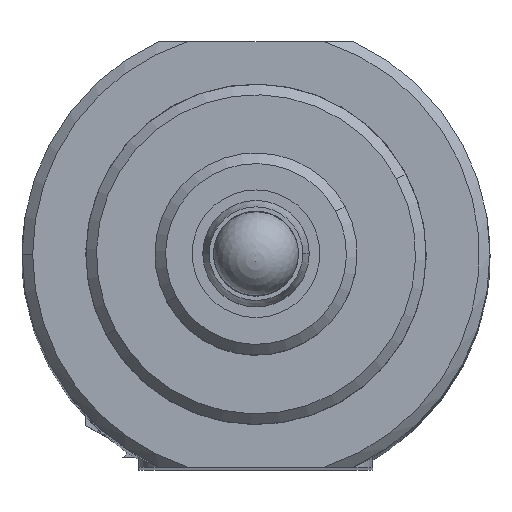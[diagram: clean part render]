
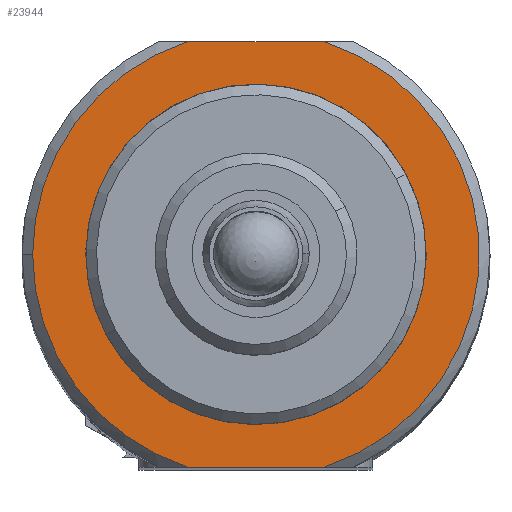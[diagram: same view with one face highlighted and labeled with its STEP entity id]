
A CAD part, top view. The second image highlights one B-rep face of the part: STEP entity #23944.
In plain terms, the highlighted planar face has unit normal (0, 0, 1).
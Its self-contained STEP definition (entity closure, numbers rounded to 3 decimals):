
#564 = CARTESIAN_POINT ( 'NONE',  ( 0., 0., 89. ) ) ;
#572 = FACE_OUTER_BOUND ( 'NONE', #11892, .T. ) ;
#1960 = CARTESIAN_POINT ( 'NONE',  ( -65., 10., 89. ) ) ;
#2426 = CARTESIAN_POINT ( 'NONE',  ( 0., 0., 89. ) ) ;
#3334 = VERTEX_POINT ( 'NONE', #22698 ) ;
#4405 = ORIENTED_EDGE ( 'NONE', *, *, #20535, .F. ) ;
#5197 = CARTESIAN_POINT ( 'NONE',  ( 8., 0., 89. ) ) ;
#5227 = EDGE_CURVE ( 'NONE', #30739, #3334, #5818, .T. ) ;
#5818 = LINE ( 'NONE', #10832, #15929 ) ;
#7557 = CARTESIAN_POINT ( 'NONE',  ( -10.5, 0., 89. ) ) ;
#7979 = CIRCLE ( 'NONE', #63879, 8. ) ;
#10832 = CARTESIAN_POINT ( 'NONE',  ( -65., -10., 89. ) ) ;
#11892 = EDGE_LOOP ( 'NONE', ( #18167, #59063, #4405, #49470, #21387 ) ) ;
#12089 = CARTESIAN_POINT ( 'NONE',  ( -8., 0., 89. ) ) ;
#12782 = AXIS2_PLACEMENT_3D ( 'NONE', #564, #40786, #60159 ) ;
#12862 = VERTEX_POINT ( 'NONE', #5197 ) ;
#15342 = DIRECTION ( 'NONE',  ( 0., 0., 1. ) ) ;
#15929 = VECTOR ( 'NONE', #45604, 1000. ) ;
#18167 = ORIENTED_EDGE ( 'NONE', *, *, #5227, .T. ) ;
#20045 = VERTEX_POINT ( 'NONE', #32048 ) ;
#20535 = EDGE_CURVE ( 'NONE', #26886, #20045, #48342, .T. ) ;
#21387 = ORIENTED_EDGE ( 'NONE', *, *, #52552, .T. ) ;
#21703 = CARTESIAN_POINT ( 'NONE',  ( -3.202, 10., 89. ) ) ;
#21765 = EDGE_CURVE ( 'NONE', #26886, #33760, #24155, .T. ) ;
#22606 = CIRCLE ( 'NONE', #22722, 10.5 ) ;
#22698 = CARTESIAN_POINT ( 'NONE',  ( 3.202, -10., 89. ) ) ;
#22722 = AXIS2_PLACEMENT_3D ( 'NONE', #28348, #43320, #33992 ) ;
#23944 = ADVANCED_FACE ( 'NONE', ( #572, #35585 ), #32246, .T. ) ;
#24155 = CIRCLE ( 'NONE', #60891, 10.5 ) ;
#24238 = EDGE_LOOP ( 'NONE', ( #52611, #43278 ) ) ;
#26014 = CARTESIAN_POINT ( 'NONE',  ( 0., 0., 89. ) ) ;
#26427 = AXIS2_PLACEMENT_3D ( 'NONE', #2426, #32455, #37006 ) ;
#26886 = VERTEX_POINT ( 'NONE', #21703 ) ;
#28348 = CARTESIAN_POINT ( 'NONE',  ( 0., 0., 89. ) ) ;
#29724 = CARTESIAN_POINT ( 'NONE',  ( 0., 0., 89. ) ) ;
#30163 = DIRECTION ( 'NONE',  ( 1., 0., 0. ) ) ;
#30739 = VERTEX_POINT ( 'NONE', #52969 ) ;
#32048 = CARTESIAN_POINT ( 'NONE',  ( 3.202, 10., 89. ) ) ;
#32246 = PLANE ( 'NONE',  #26427 ) ;
#32455 = DIRECTION ( 'NONE',  ( 0., 0., 1. ) ) ;
#33760 = VERTEX_POINT ( 'NONE', #7557 ) ;
#33992 = DIRECTION ( 'NONE',  ( 1., 0., 0. ) ) ;
#34362 = VECTOR ( 'NONE', #52189, 1000. ) ;
#35107 = DIRECTION ( 'NONE',  ( 1., 0., 0. ) ) ;
#35585 = FACE_BOUND ( 'NONE', #24238, .T. ) ;
#37006 = DIRECTION ( 'NONE',  ( 1., 0., 0. ) ) ;
#40311 = EDGE_CURVE ( 'NONE', #3334, #20045, #22606, .T. ) ;
#40786 = DIRECTION ( 'NONE',  ( 0., 0., 1. ) ) ;
#42495 = CIRCLE ( 'NONE', #12782, 8. ) ;
#42904 = EDGE_CURVE ( 'NONE', #12862, #54799, #42495, .T. ) ;
#43278 = ORIENTED_EDGE ( 'NONE', *, *, #42904, .F. ) ;
#43320 = DIRECTION ( 'NONE',  ( 0., 0., 1. ) ) ;
#44979 = CIRCLE ( 'NONE', #60005, 10.5 ) ;
#45347 = CARTESIAN_POINT ( 'NONE',  ( 0., 0., 89. ) ) ;
#45604 = DIRECTION ( 'NONE',  ( 1., 0., 0. ) ) ;
#48342 = LINE ( 'NONE', #1960, #34362 ) ;
#49470 = ORIENTED_EDGE ( 'NONE', *, *, #21765, .T. ) ;
#49961 = DIRECTION ( 'NONE',  ( 0., 0., 1. ) ) ;
#52189 = DIRECTION ( 'NONE',  ( 1., 0., 0. ) ) ;
#52552 = EDGE_CURVE ( 'NONE', #33760, #30739, #44979, .T. ) ;
#52611 = ORIENTED_EDGE ( 'NONE', *, *, #57312, .F. ) ;
#52969 = CARTESIAN_POINT ( 'NONE',  ( -3.202, -10., 89. ) ) ;
#54507 = DIRECTION ( 'NONE',  ( 1., 0., 0. ) ) ;
#54799 = VERTEX_POINT ( 'NONE', #12089 ) ;
#57312 = EDGE_CURVE ( 'NONE', #54799, #12862, #7979, .T. ) ;
#59063 = ORIENTED_EDGE ( 'NONE', *, *, #40311, .T. ) ;
#60005 = AXIS2_PLACEMENT_3D ( 'NONE', #45347, #49961, #30163 ) ;
#60159 = DIRECTION ( 'NONE',  ( 1., 0., 0. ) ) ;
#60350 = DIRECTION ( 'NONE',  ( 0., 0., 1. ) ) ;
#60891 = AXIS2_PLACEMENT_3D ( 'NONE', #29724, #15342, #54507 ) ;
#63879 = AXIS2_PLACEMENT_3D ( 'NONE', #26014, #60350, #35107 ) ;
